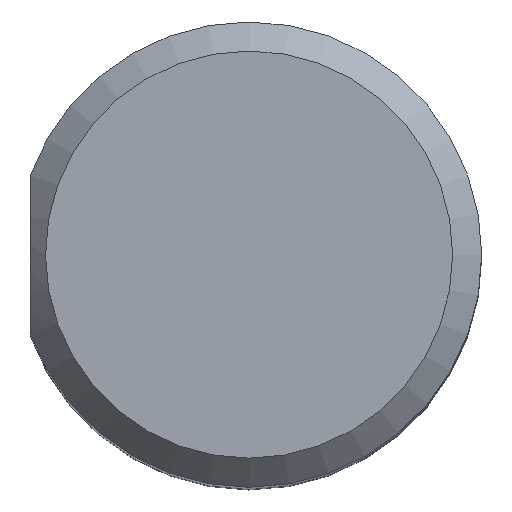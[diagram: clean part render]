
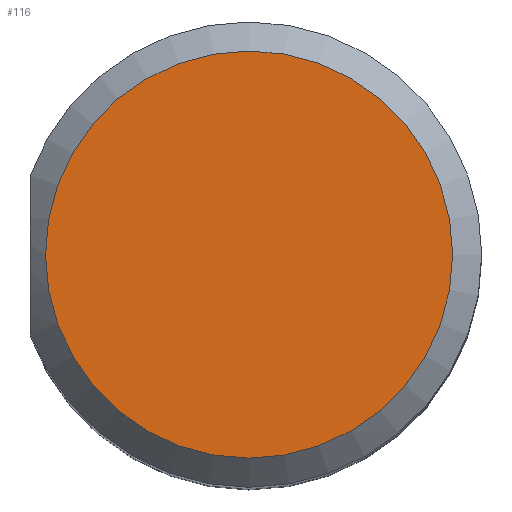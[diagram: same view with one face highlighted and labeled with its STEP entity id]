
A CAD part, top view. The second image highlights one B-rep face of the part: STEP entity #116.
In plain terms, the highlighted planar face has unit normal (0, 0, 1).
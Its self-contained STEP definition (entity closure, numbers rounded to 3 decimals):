
#116=ADVANCED_FACE('',(#152),#141,.T.);
#141=PLANE('',#450);
#152=FACE_OUTER_BOUND('',#172,.T.);
#172=EDGE_LOOP('',(#202));
#202=ORIENTED_EDGE('',*,*,#342,.T.);
#306=VERTEX_POINT('',#639);
#342=EDGE_CURVE('',#306,#306,#394,.T.);
#394=CIRCLE('',#449,7.);
#449=AXIS2_PLACEMENT_3D('',#638,#503,#504);
#450=AXIS2_PLACEMENT_3D('',#640,#505,#506);
#503=DIRECTION('',(0.,0.,1.));
#504=DIRECTION('',(1.,0.,0.));
#505=DIRECTION('',(0.,0.,1.));
#506=DIRECTION('',(1.,0.,0.));
#638=CARTESIAN_POINT('',(0.,0.,0.));
#639=CARTESIAN_POINT('',(7.,0.,0.));
#640=CARTESIAN_POINT('',(-3.,0.,0.));
